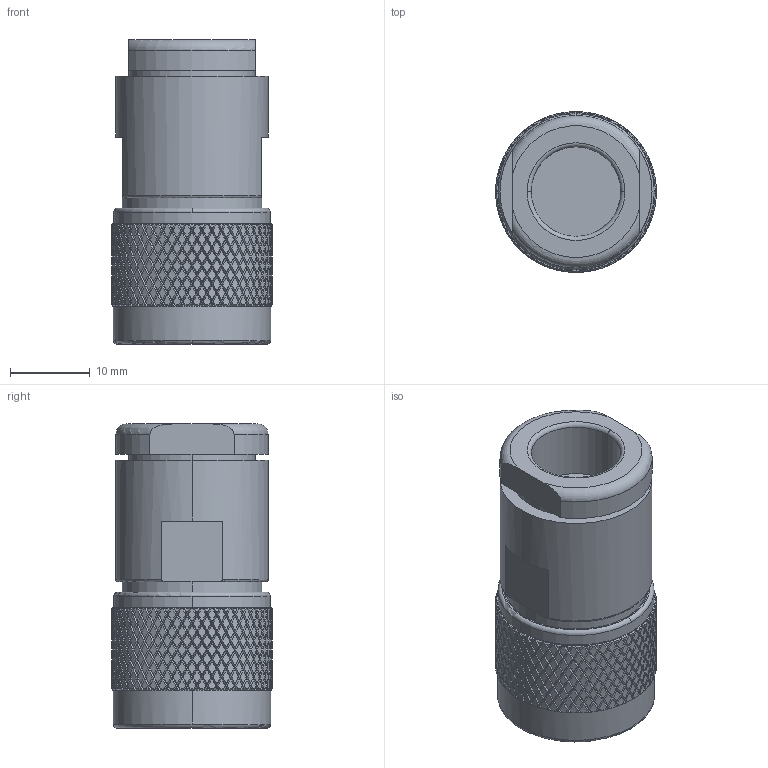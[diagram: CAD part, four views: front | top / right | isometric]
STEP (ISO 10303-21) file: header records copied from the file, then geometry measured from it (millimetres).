
FILE_DESCRIPTION (( 'STEP AP203' ), '1' );
FILE_NAME ('PE4133.step', '2018-10-02T18:54:45', ( '' ), ( '' ), 'SwSTEP 2.0', 'SolidWorks 2017', '' );
FILE_SCHEMA (( 'CONFIG_CONTROL_DESIGN' ));
Products named in the file (1): PE4133
Bounding box: 20.12 x 20.12 x 38.1 mm (x, y, z)
Volume: 8311.2 mm3; surface area: 5198.8 mm2
Topology: 1 solids, 2 shells, 3106 faces, 6693 edges, 3604 vertices
Faces by surface type: bspline 2003, cylinder 620, plane 254, cone 215, torus 14
Entity records: 108709 total; most frequent: CARTESIAN_POINT 64880, ORIENTED_EDGE 13382, EDGE_CURVE 6691, DIRECTION 3906, VERTEX_POINT 3604, EDGE_LOOP 3121, ADVANCED_FACE 3106, FACE_OUTER_BOUND 3106
